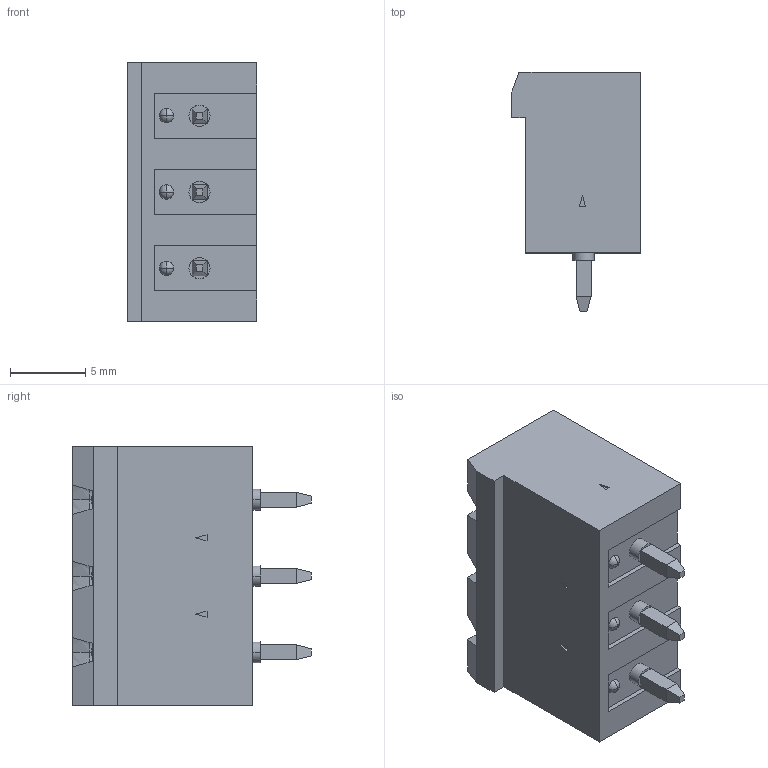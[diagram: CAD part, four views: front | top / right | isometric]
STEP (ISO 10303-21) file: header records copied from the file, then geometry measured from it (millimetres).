
FILE_DESCRIPTION(('SolidDesigner STEP Export'),'2;1');
FILE_NAME('mstbva_2.5-3-g-5.08.stp','2006-10-24T16:07:14',(''),(''),'OneSpace Designer STEP processor for AP214 (Solid Model)','OneSpace Designer 13.01 05-Feb-2005 (C) CoCreate Software GmbH','');
FILE_SCHEMA(('AUTOMOTIVE_DESIGN { 1 0 10303 214 1 1 1 1 }'));
Length unit declared in the file: millimetre
Products named in the file (2): mstbva_2.5-3-g-5.08
Assembly tree (1 placements, depth 2):
  mstbva_2.5-3-g-5.08
    mstbva_2.5-3-g-5.08
Bounding box: 8.6 x 15.9 x 17.24 mm (x, y, z)
Volume: 924.5 mm3; surface area: 1386.9 mm2
Topology: 1 solids, 1 shells, 238 faces, 587 edges, 371 vertices
Faces by surface type: plane 179, cylinder 41, sphere 12, cone 6
Entity records: 8410 total; most frequent: ORIENTED_EDGE 1174, CARTESIAN_POINT 1156, DIRECTION 995, EDGE_CURVE 587, VECTOR 419, LINE 419, VERTEX_POINT 371, AXIS2_PLACEMENT_3D 288
